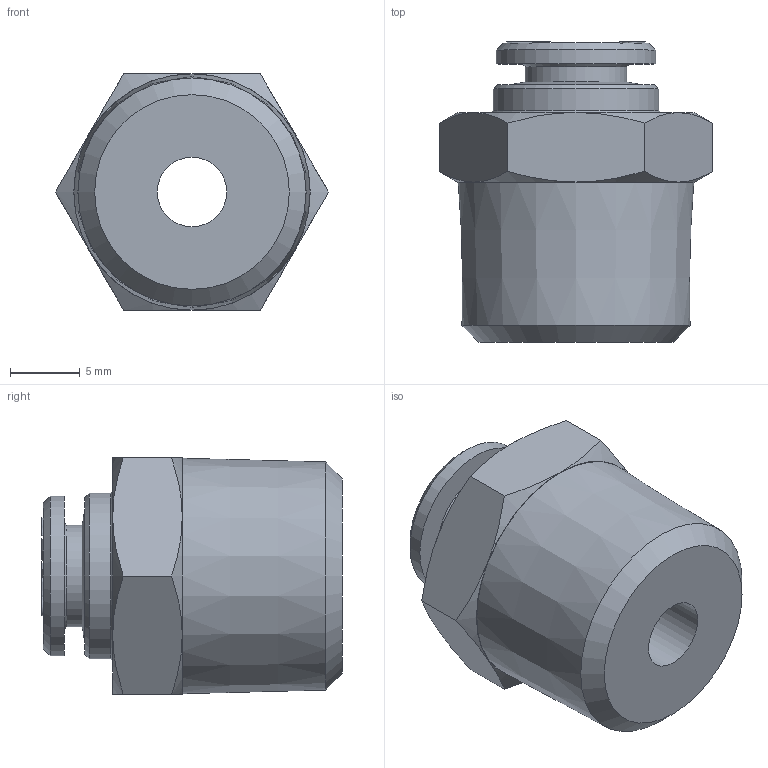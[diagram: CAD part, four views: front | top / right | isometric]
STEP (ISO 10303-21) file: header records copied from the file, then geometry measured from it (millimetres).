
FILE_DESCRIPTION( ( 'STEP AP214' ), '1' );
FILE_NAME( 'psolqas_14468_38.stp', '2020-12-01T16:58:09', ( 'License CC BY-ND 4.0' ), ( 'CADENAS' ), ' ', 'PARTsolutions', ' ' );
FILE_SCHEMA( ( 'AUTOMOTIVE_DESIGN { 1 0 10303 214 1 1 1 1 }' ) );
Length unit declared in the file: metre
Products named in the file (1): Rivoluzione1
Bounding box: 19.63 x 21.6 x 17 mm (x, y, z)
Volume: 3553.1 mm3; surface area: 1934.5 mm2
Topology: 1 solids, 1 shells, 145 faces, 359 edges, 233 vertices
Faces by surface type: plane 76, bspline 43, cone 21, cylinder 5
Full cylindrical faces by diameter (mm): 5 x1, 6.15 x1, 7.3 x1, 11.5 x1, 11.9 x1
Entity records: 7894 total; most frequent: CARTESIAN_POINT 3659, ORIENTED_EDGE 686, DIRECTION 470, EDGE_CURVE 343, VERTEX_POINT 231, LINE 202, VECTOR 202, EDGE_LOOP 178
